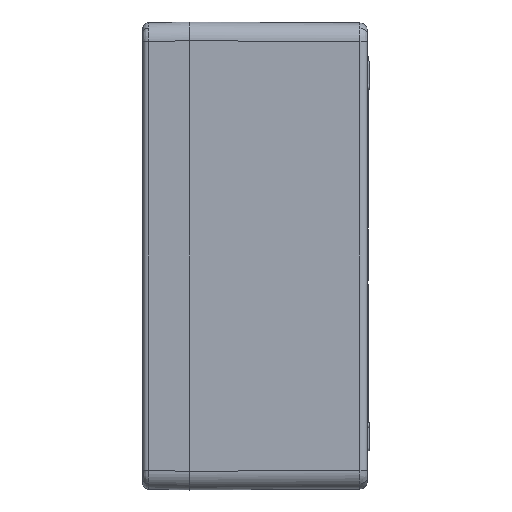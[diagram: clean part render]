
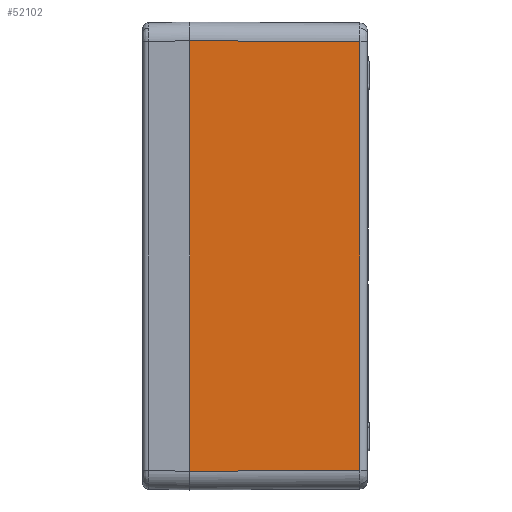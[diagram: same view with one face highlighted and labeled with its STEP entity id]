
A CAD part, left-side view. The second image highlights one B-rep face of the part: STEP entity #52102.
In plain terms, the highlighted planar face has unit normal (-1, -0.005, 0).
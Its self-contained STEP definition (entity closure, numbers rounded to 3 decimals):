
#635 = FACE_OUTER_BOUND ( 'NONE', #23569, .T. ) ;
#1067 = DIRECTION ( 'NONE',  ( 0.005, -1., 0.005 ) ) ;
#8027 = LINE ( 'NONE', #22223, #50540 ) ;
#8270 = ORIENTED_EDGE ( 'NONE', *, *, #26603, .T. ) ;
#9258 = CARTESIAN_POINT ( 'NONE',  ( -127.5, 2., -125. ) ) ;
#9440 = VERTEX_POINT ( 'NONE', #15133 ) ;
#10818 = VERTEX_POINT ( 'NONE', #17444 ) ;
#11772 = LINE ( 'NONE', #32936, #43037 ) ;
#12801 = LINE ( 'NONE', #15287, #35411 ) ;
#13329 = LINE ( 'NONE', #36880, #34609 ) ;
#14214 = EDGE_CURVE ( 'NONE', #9440, #22878, #12801, .T. ) ;
#15133 = CARTESIAN_POINT ( 'NONE',  ( -127.01, -91.521, -114.51 ) ) ;
#15159 = ORIENTED_EDGE ( 'NONE', *, *, #51310, .T. ) ;
#15287 = CARTESIAN_POINT ( 'NONE',  ( -127.01, -91.521, 114.49 ) ) ;
#15865 = DIRECTION ( 'NONE',  ( 0., 0., -1. ) ) ;
#17444 = CARTESIAN_POINT ( 'NONE',  ( -127.487, -0.5, -114.987 ) ) ;
#17778 = DIRECTION ( 'NONE',  ( 0.005, -1., 0. ) ) ;
#22223 = CARTESIAN_POINT ( 'NONE',  ( -127.5, 2.052, -115. ) ) ;
#22878 = VERTEX_POINT ( 'NONE', #31429 ) ;
#23569 = EDGE_LOOP ( 'NONE', ( #8270, #39399, #15159, #27103 ) ) ;
#24021 = DIRECTION ( 'NONE',  ( -0.005, 1., 0.005 ) ) ;
#26603 = EDGE_CURVE ( 'NONE', #10818, #9440, #8027, .T. ) ;
#27053 = AXIS2_PLACEMENT_3D ( 'NONE', #9258, #43246, #17778 ) ;
#27103 = ORIENTED_EDGE ( 'NONE', *, *, #35808, .T. ) ;
#30720 = VERTEX_POINT ( 'NONE', #32960 ) ;
#31429 = CARTESIAN_POINT ( 'NONE',  ( -127.01, -91.521, 114.51 ) ) ;
#32936 = CARTESIAN_POINT ( 'NONE',  ( -127.487, -0.5, -125. ) ) ;
#32960 = CARTESIAN_POINT ( 'NONE',  ( -127.487, -0.5, 114.987 ) ) ;
#34609 = VECTOR ( 'NONE', #24021, 1000. ) ;
#35411 = VECTOR ( 'NONE', #45002, 1000. ) ;
#35808 = EDGE_CURVE ( 'NONE', #30720, #10818, #11772, .T. ) ;
#36880 = CARTESIAN_POINT ( 'NONE',  ( -127.493, 0.743, 114.994 ) ) ;
#38976 = PLANE ( 'NONE',  #27053 ) ;
#39399 = ORIENTED_EDGE ( 'NONE', *, *, #14214, .T. ) ;
#43037 = VECTOR ( 'NONE', #15865, 1000. ) ;
#43246 = DIRECTION ( 'NONE',  ( -1., -0.005, 0. ) ) ;
#45002 = DIRECTION ( 'NONE',  ( 0., 0., 1. ) ) ;
#50540 = VECTOR ( 'NONE', #1067, 1000. ) ;
#51310 = EDGE_CURVE ( 'NONE', #22878, #30720, #13329, .T. ) ;
#52102 = ADVANCED_FACE ( 'NONE', ( #635 ), #38976, .T. ) ;
